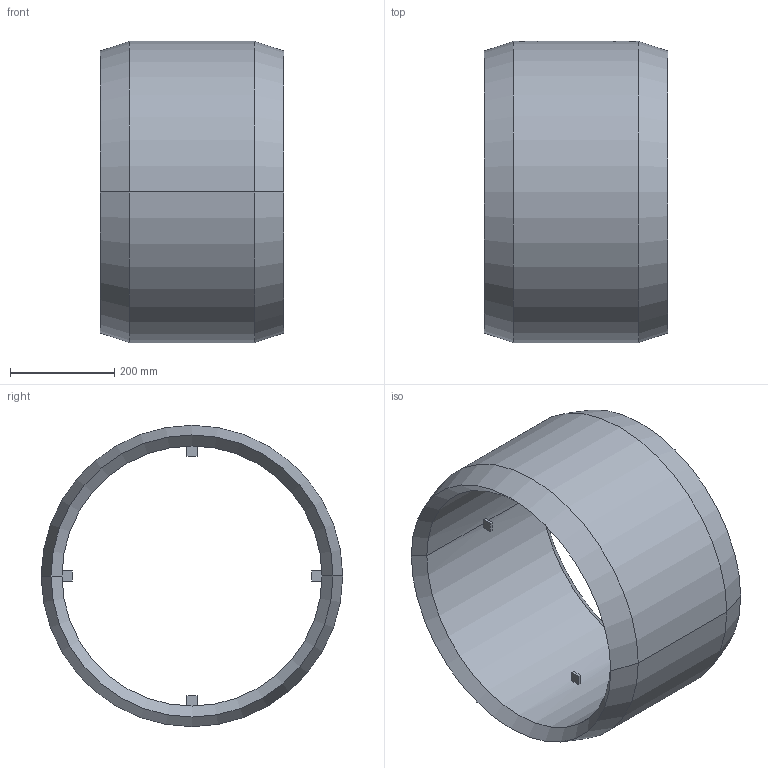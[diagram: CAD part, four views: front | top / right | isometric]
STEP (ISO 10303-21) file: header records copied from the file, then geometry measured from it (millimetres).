
FILE_DESCRIPTION( ( '' ), '1' );
FILE_NAME( 'MEL-A-17-500.stp', '2015-08-27T13:58:24', ( '' ), ( '' ), ' ', ' ', ' ' );
FILE_SCHEMA( ( 'automotive_design' ) );
Length unit declared in the file: millimetre
Products named in the file (1): 1
Bounding box: 353.09 x 579 x 579 mm (x, y, z)
Volume: 21083860.8 mm3; surface area: 1236389.4 mm2
Topology: 1 solids, 1 shells, 72 faces, 160 edges, 94 vertices
Faces by surface type: cylinder 28, plane 24, cone 20
Entity records: 4094 total; most frequent: CARTESIAN_POINT 595, DIRECTION 368, STYLED_ITEM 327, PRESENTATION_STYLE_ASSIGNMENT 327, COLOUR_RGB 327, ORIENTED_EDGE 320, EDGE_CURVE 160, CURVE_STYLE 160
